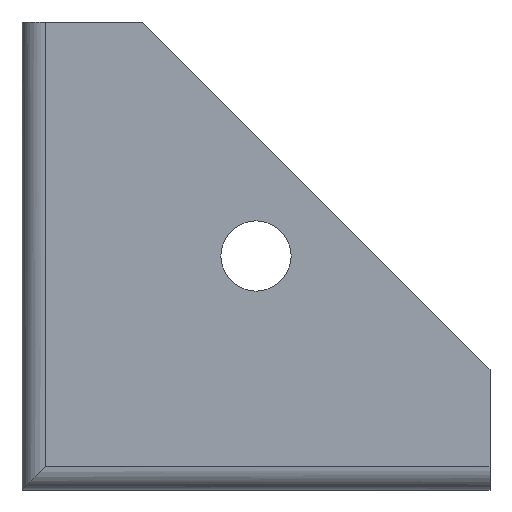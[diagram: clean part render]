
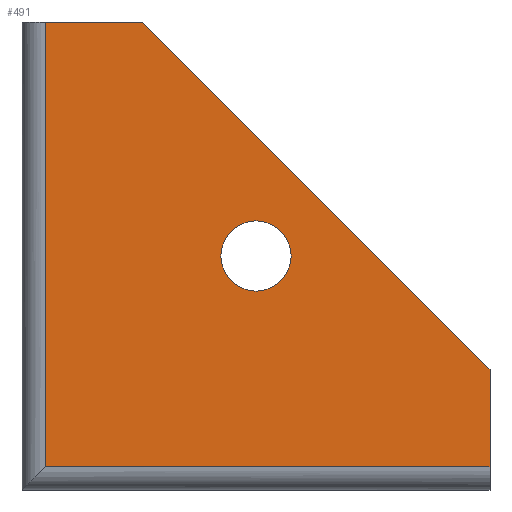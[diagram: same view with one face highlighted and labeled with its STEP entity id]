
A CAD part, left-side view. The second image highlights one B-rep face of the part: STEP entity #491.
In plain terms, the highlighted planar face has unit normal (-1, 0, 0).
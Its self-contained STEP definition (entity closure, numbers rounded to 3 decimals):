
#25 = CARTESIAN_POINT ( 'NONE',  ( -22.5, -25.5, 30. ) ) ;
#38 = VERTEX_POINT ( 'NONE', #642 ) ;
#61 = VERTEX_POINT ( 'NONE', #25 ) ;
#64 = DIRECTION ( 'NONE',  ( 0., 0., -1. ) ) ;
#73 = LINE ( 'NONE', #364, #654 ) ;
#78 = CARTESIAN_POINT ( 'NONE',  ( -22.5, 0., 0. ) ) ;
#82 = CARTESIAN_POINT ( 'NONE',  ( -22.5, -15.5, 60. ) ) ;
#91 = VECTOR ( 'NONE', #336, 1000. ) ;
#119 = VECTOR ( 'NONE', #686, 1000. ) ;
#131 = VERTEX_POINT ( 'NONE', #82 ) ;
#135 = DIRECTION ( 'NONE',  ( 0., -1., 0. ) ) ;
#157 = EDGE_CURVE ( 'NONE', #524, #38, #239, .T. ) ;
#174 = AXIS2_PLACEMENT_3D ( 'NONE', #78, #404, #287 ) ;
#199 = EDGE_CURVE ( 'NONE', #676, #546, #665, .T. ) ;
#200 = CARTESIAN_POINT ( 'NONE',  ( -22.5, -3., 60. ) ) ;
#207 = DIRECTION ( 'NONE',  ( 0., -1., 0. ) ) ;
#224 = DIRECTION ( 'NONE',  ( 0., -1., 0. ) ) ;
#228 = CIRCLE ( 'NONE', #685, 4.5 ) ;
#231 = AXIS2_PLACEMENT_3D ( 'NONE', #389, #452, #224 ) ;
#239 = LINE ( 'NONE', #624, #357 ) ;
#248 = CARTESIAN_POINT ( 'NONE',  ( -22.5, -3., 3. ) ) ;
#285 = FACE_BOUND ( 'NONE', #653, .T. ) ;
#287 = DIRECTION ( 'NONE',  ( 0., -1., 0. ) ) ;
#308 = LINE ( 'NONE', #623, #528 ) ;
#336 = DIRECTION ( 'NONE',  ( 0., 0., -1. ) ) ;
#340 = EDGE_CURVE ( 'NONE', #524, #131, #699, .T. ) ;
#344 = PLANE ( 'NONE',  #174 ) ;
#357 = VECTOR ( 'NONE', #64, 1000. ) ;
#359 = ORIENTED_EDGE ( 'NONE', *, *, #157, .F. ) ;
#364 = CARTESIAN_POINT ( 'NONE',  ( -22.5, -3., 3. ) ) ;
#389 = CARTESIAN_POINT ( 'NONE',  ( -22.5, -30., 30. ) ) ;
#390 = EDGE_CURVE ( 'NONE', #676, #131, #308, .T. ) ;
#404 = DIRECTION ( 'NONE',  ( 1., 0., 0. ) ) ;
#422 = ORIENTED_EDGE ( 'NONE', *, *, #472, .T. ) ;
#427 = EDGE_CURVE ( 'NONE', #61, #533, #486, .T. ) ;
#452 = DIRECTION ( 'NONE',  ( 1., 0., 0. ) ) ;
#472 = EDGE_CURVE ( 'NONE', #533, #61, #228, .T. ) ;
#486 = CIRCLE ( 'NONE', #231, 4.5 ) ;
#491 = ADVANCED_FACE ( 'NONE', ( #600, #285 ), #344, .F. ) ;
#519 = CARTESIAN_POINT ( 'NONE',  ( -22.5, -30., 30. ) ) ;
#524 = VERTEX_POINT ( 'NONE', #692 ) ;
#526 = CARTESIAN_POINT ( 'NONE',  ( -22.5, -34.5, 30. ) ) ;
#528 = VECTOR ( 'NONE', #633, 1000. ) ;
#533 = VERTEX_POINT ( 'NONE', #526 ) ;
#543 = EDGE_LOOP ( 'NONE', ( #359, #588, #694, #708, #568 ) ) ;
#546 = VERTEX_POINT ( 'NONE', #248 ) ;
#568 = ORIENTED_EDGE ( 'NONE', *, *, #610, .T. ) ;
#588 = ORIENTED_EDGE ( 'NONE', *, *, #340, .T. ) ;
#600 = FACE_OUTER_BOUND ( 'NONE', #543, .T. ) ;
#610 = EDGE_CURVE ( 'NONE', #546, #38, #73, .T. ) ;
#611 = CARTESIAN_POINT ( 'NONE',  ( -22.5, -60., 15.5 ) ) ;
#623 = CARTESIAN_POINT ( 'NONE',  ( -22.5, -3., 60. ) ) ;
#624 = CARTESIAN_POINT ( 'NONE',  ( -22.5, -60., 15.5 ) ) ;
#633 = DIRECTION ( 'NONE',  ( 0., -1., 0. ) ) ;
#638 = ORIENTED_EDGE ( 'NONE', *, *, #427, .T. ) ;
#642 = CARTESIAN_POINT ( 'NONE',  ( -22.5, -60., 3. ) ) ;
#653 = EDGE_LOOP ( 'NONE', ( #422, #638 ) ) ;
#654 = VECTOR ( 'NONE', #207, 1000. ) ;
#665 = LINE ( 'NONE', #680, #91 ) ;
#676 = VERTEX_POINT ( 'NONE', #200 ) ;
#680 = CARTESIAN_POINT ( 'NONE',  ( -22.5, -3., 60. ) ) ;
#685 = AXIS2_PLACEMENT_3D ( 'NONE', #519, #696, #135 ) ;
#686 = DIRECTION ( 'NONE',  ( 0., 0.707, 0.707 ) ) ;
#692 = CARTESIAN_POINT ( 'NONE',  ( -22.5, -60., 15.5 ) ) ;
#694 = ORIENTED_EDGE ( 'NONE', *, *, #390, .F. ) ;
#696 = DIRECTION ( 'NONE',  ( 1., 0., 0. ) ) ;
#699 = LINE ( 'NONE', #611, #119 ) ;
#708 = ORIENTED_EDGE ( 'NONE', *, *, #199, .T. ) ;
